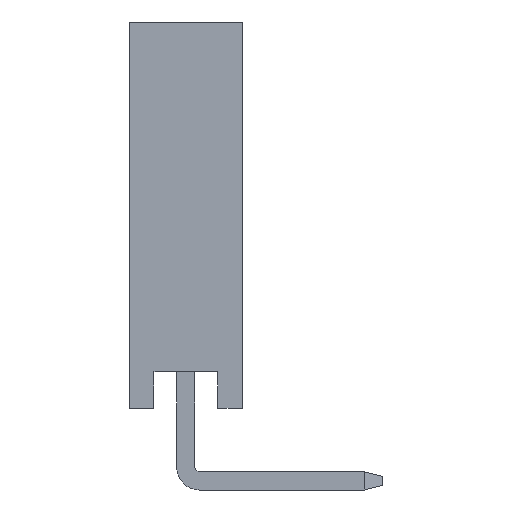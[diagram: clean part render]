
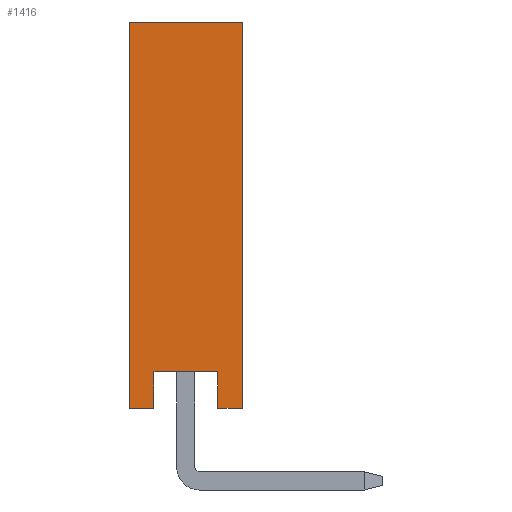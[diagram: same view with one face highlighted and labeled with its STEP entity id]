
A CAD part, left-side view. The second image highlights one B-rep face of the part: STEP entity #1416.
In plain terms, the highlighted planar face has unit normal (-1, 0, 0).
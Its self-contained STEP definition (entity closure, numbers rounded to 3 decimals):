
#1416 = ADVANCED_FACE( '', ( #2750 ), #2751, .F. );
#2750 = FACE_OUTER_BOUND( '', #4103, .T. );
#2751 = PLANE( '', #4104 );
#4103 = EDGE_LOOP( '', ( #7403, #7404, #7405, #7406, #7407, #7408, #7409, #7410 ) );
#4104 = AXIS2_PLACEMENT_3D( '', #7411, #7412, #7413 );
#7403 = ORIENTED_EDGE( '', *, *, #9674, .F. );
#7404 = ORIENTED_EDGE( '', *, *, #9732, .F. );
#7405 = ORIENTED_EDGE( '', *, *, #8934, .F. );
#7406 = ORIENTED_EDGE( '', *, *, #9800, .T. );
#7407 = ORIENTED_EDGE( '', *, *, #8909, .T. );
#7408 = ORIENTED_EDGE( '', *, *, #9801, .F. );
#7409 = ORIENTED_EDGE( '', *, *, #9266, .F. );
#7410 = ORIENTED_EDGE( '', *, *, #9379, .F. );
#7411 = CARTESIAN_POINT( '', ( -40.89, -1.25, 4.25 ) );
#7412 = DIRECTION( '', ( 1., 0., 0. ) );
#7413 = DIRECTION( '', ( 0., 0., -1. ) );
#8909 = EDGE_CURVE( '', #10816, #10820, #10822, .T. );
#8934 = EDGE_CURVE( '', #10858, #10860, #10861, .T. );
#9266 = EDGE_CURVE( '', #11362, #11363, #11364, .T. );
#9379 = EDGE_CURVE( '', #11531, #11362, #11532, .T. );
#9674 = EDGE_CURVE( '', #11909, #11531, #11910, .T. );
#9732 = EDGE_CURVE( '', #10860, #11909, #11975, .T. );
#9800 = EDGE_CURVE( '', #10858, #10816, #12057, .T. );
#9801 = EDGE_CURVE( '', #11363, #10820, #12058, .T. );
#10816 = VERTEX_POINT( '', #13478 );
#10820 = VERTEX_POINT( '', #13484 );
#10822 = LINE( '', #13487, #13488 );
#10858 = VERTEX_POINT( '', #13541 );
#10860 = VERTEX_POINT( '', #13544 );
#10861 = LINE( '', #13545, #13546 );
#11362 = VERTEX_POINT( '', #14309 );
#11363 = VERTEX_POINT( '', #14310 );
#11364 = LINE( '', #14311, #14312 );
#11531 = VERTEX_POINT( '', #14581 );
#11532 = LINE( '', #14582, #14583 );
#11909 = VERTEX_POINT( '', #15171 );
#11910 = LINE( '', #15172, #15173 );
#11975 = LINE( '', #15268, #15269 );
#12057 = LINE( '', #15392, #15393 );
#12058 = LINE( '', #15394, #15395 );
#13478 = CARTESIAN_POINT( '', ( -40.89, 1.25, 4.25 ) );
#13484 = CARTESIAN_POINT( '', ( -40.89, 1.25, -4.25 ) );
#13487 = CARTESIAN_POINT( '', ( -40.89, 1.25, 4.25 ) );
#13488 = VECTOR( '', #16041, 1000. );
#13541 = CARTESIAN_POINT( '', ( -40.89, -1.25, 4.25 ) );
#13544 = CARTESIAN_POINT( '', ( -40.89, -1.25, -4.25 ) );
#13545 = CARTESIAN_POINT( '', ( -40.89, -1.25, 4.25 ) );
#13546 = VECTOR( '', #16060, 1000. );
#14309 = CARTESIAN_POINT( '', ( -40.89, 0.7, -3.45 ) );
#14310 = CARTESIAN_POINT( '', ( -40.89, 0.7, -4.25 ) );
#14311 = CARTESIAN_POINT( '', ( -40.89, 0.7, 4.25 ) );
#14312 = VECTOR( '', #16319, 1000. );
#14581 = CARTESIAN_POINT( '', ( -40.89, -0.7, -3.45 ) );
#14582 = CARTESIAN_POINT( '', ( -40.89, -1.25, -3.45 ) );
#14583 = VECTOR( '', #16422, 1000. );
#15171 = CARTESIAN_POINT( '', ( -40.89, -0.7, -4.25 ) );
#15172 = CARTESIAN_POINT( '', ( -40.89, -0.7, 4.25 ) );
#15173 = VECTOR( '', #16636, 1000. );
#15268 = CARTESIAN_POINT( '', ( -40.89, -1.25, -4.25 ) );
#15269 = VECTOR( '', #16673, 1000. );
#15392 = CARTESIAN_POINT( '', ( -40.89, -1.25, 4.25 ) );
#15393 = VECTOR( '', #16715, 1000. );
#15394 = CARTESIAN_POINT( '', ( -40.89, -1.25, -4.25 ) );
#15395 = VECTOR( '', #16716, 1000. );
#16041 = DIRECTION( '', ( 0., 0., -1. ) );
#16060 = DIRECTION( '', ( 0., 0., -1. ) );
#16319 = DIRECTION( '', ( 0., 0., -1. ) );
#16422 = DIRECTION( '', ( 0., 1., 0. ) );
#16636 = DIRECTION( '', ( 0., 0., 1. ) );
#16673 = DIRECTION( '', ( 0., 1., 0. ) );
#16715 = DIRECTION( '', ( 0., 1., 0. ) );
#16716 = DIRECTION( '', ( 0., 1., 0. ) );
